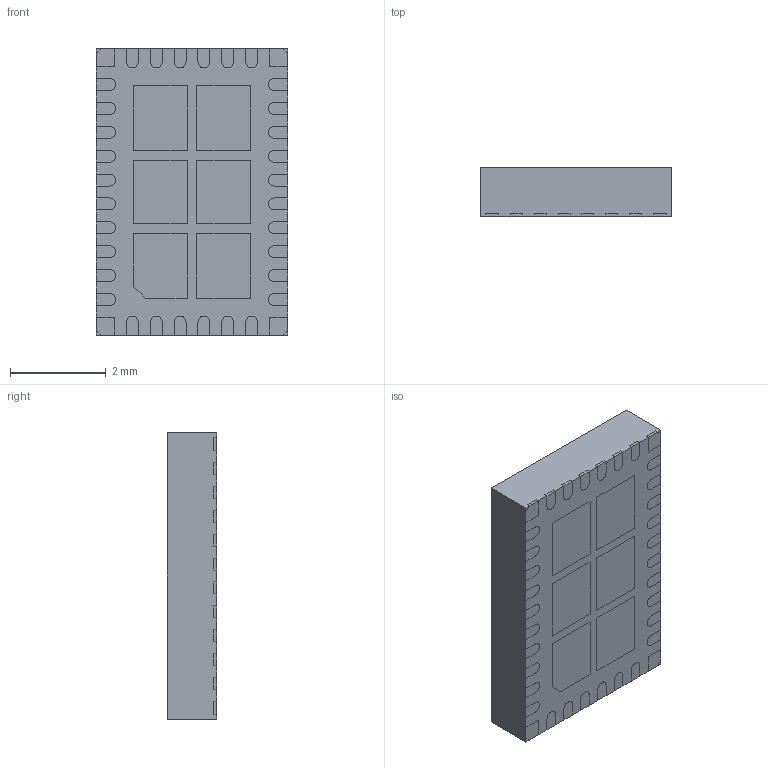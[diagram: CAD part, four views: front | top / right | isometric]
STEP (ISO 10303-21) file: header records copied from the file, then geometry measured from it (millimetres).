
FILE_DESCRIPTION (( 'STEP AP214' ), '1' );
FILE_NAME ('LT8645SIV#PBF.STEP', '2024-01-22T18:09:35', ( '' ), ( '' ), 'SwSTEP 2.0', 'SolidWorks 2021', '' );
FILE_SCHEMA (( 'AUTOMOTIVE_DESIGN' ));
Length unit declared in the file: millimetre
Products named in the file (1): LT8645SIV#PBF
Bounding box: 4 x 1.03 x 6 mm (x, y, z)
Volume: 24.7 mm3; surface area: 101.9 mm2
Topology: 44 solids, 44 shells, 461 faces, 1098 edges, 732 vertices
Faces by surface type: plane 381, cylinder 80
Entity records: 13613 total; most frequent: CARTESIAN_POINT 2292, ORIENTED_EDGE 2196, DIRECTION 2182, EDGE_CURVE 1098, LINE 938, VECTOR 938, VERTEX_POINT 732, AXIS2_PLACEMENT_3D 622
